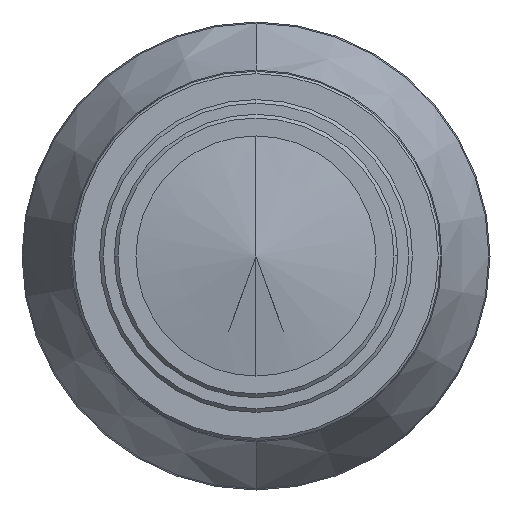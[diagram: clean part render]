
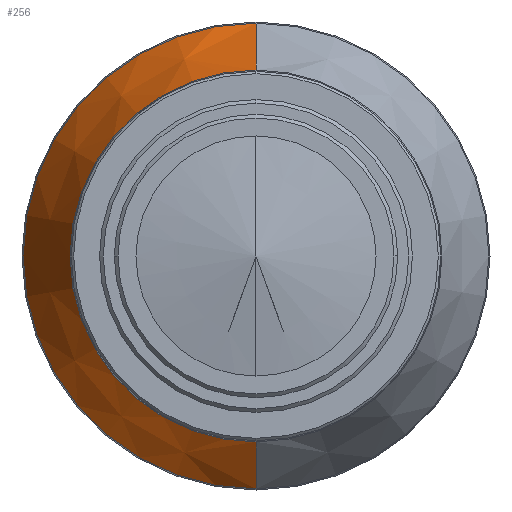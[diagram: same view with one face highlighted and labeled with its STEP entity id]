
A CAD part, left-side view. The second image highlights one B-rep face of the part: STEP entity #256.
In plain terms, the highlighted conical face has half-angle 25 degrees and reference radius 15.094 mm.
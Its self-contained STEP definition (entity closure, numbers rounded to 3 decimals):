
#17 = DIRECTION ( 'NONE',  ( 0.906, 0., 0.423 ) ) ;
#86 = EDGE_LOOP ( 'NONE', ( #722, #1575, #360, #1237 ) ) ;
#111 = AXIS2_PLACEMENT_3D ( 'NONE', #507, #1360, #641 ) ;
#127 = VERTEX_POINT ( 'NONE', #1694 ) ;
#152 = CARTESIAN_POINT ( 'NONE',  ( 13.201, 0., -15.094 ) ) ;
#156 = CARTESIAN_POINT ( 'NONE',  ( 13.201, 0., 15.094 ) ) ;
#256 = ADVANCED_FACE ( 'NONE', ( #783 ), #1657, .T. ) ;
#360 = ORIENTED_EDGE ( 'NONE', *, *, #673, .F. ) ;
#441 = VECTOR ( 'NONE', #17, 1000. ) ;
#471 = LINE ( 'NONE', #152, #1592 ) ;
#507 = CARTESIAN_POINT ( 'NONE',  ( 21.377, 0., 0. ) ) ;
#557 = DIRECTION ( 'NONE',  ( 0., 0., -1. ) ) ;
#573 = DIRECTION ( 'NONE',  ( 0.906, 0., -0.423 ) ) ;
#641 = DIRECTION ( 'NONE',  ( 0., 0., -1. ) ) ;
#673 = EDGE_CURVE ( 'NONE', #1095, #702, #696, .T. ) ;
#696 = CIRCLE ( 'NONE', #111, 18.906 ) ;
#702 = VERTEX_POINT ( 'NONE', #791 ) ;
#722 = ORIENTED_EDGE ( 'NONE', *, *, #904, .F. ) ;
#783 = FACE_OUTER_BOUND ( 'NONE', #86, .T. ) ;
#791 = CARTESIAN_POINT ( 'NONE',  ( 21.377, 0., 18.906 ) ) ;
#838 = AXIS2_PLACEMENT_3D ( 'NONE', #1724, #883, #1164 ) ;
#881 = LINE ( 'NONE', #156, #441 ) ;
#883 = DIRECTION ( 'NONE',  ( -1., 0., 0. ) ) ;
#904 = EDGE_CURVE ( 'NONE', #127, #1223, #1744, .T. ) ;
#994 = CARTESIAN_POINT ( 'NONE',  ( 13.201, 0., 0. ) ) ;
#1095 = VERTEX_POINT ( 'NONE', #1593 ) ;
#1152 = DIRECTION ( 'NONE',  ( 1., 0., 0. ) ) ;
#1164 = DIRECTION ( 'NONE',  ( 0., 1., 0. ) ) ;
#1223 = VERTEX_POINT ( 'NONE', #1800 ) ;
#1237 = ORIENTED_EDGE ( 'NONE', *, *, #1602, .F. ) ;
#1360 = DIRECTION ( 'NONE',  ( 1., 0., 0. ) ) ;
#1499 = EDGE_CURVE ( 'NONE', #127, #702, #881, .T. ) ;
#1575 = ORIENTED_EDGE ( 'NONE', *, *, #1499, .T. ) ;
#1592 = VECTOR ( 'NONE', #573, 1000. ) ;
#1593 = CARTESIAN_POINT ( 'NONE',  ( 21.377, 0., -18.906 ) ) ;
#1602 = EDGE_CURVE ( 'NONE', #1223, #1095, #471, .T. ) ;
#1616 = AXIS2_PLACEMENT_3D ( 'NONE', #994, #1152, #557 ) ;
#1657 = CONICAL_SURFACE ( 'NONE', #1616, 15.094, 0.436 ) ;
#1694 = CARTESIAN_POINT ( 'NONE',  ( 13.201, 0., 15.094 ) ) ;
#1724 = CARTESIAN_POINT ( 'NONE',  ( 13.201, 0., 0. ) ) ;
#1744 = CIRCLE ( 'NONE', #838, 15.094 ) ;
#1800 = CARTESIAN_POINT ( 'NONE',  ( 13.201, 0., -15.094 ) ) ;
